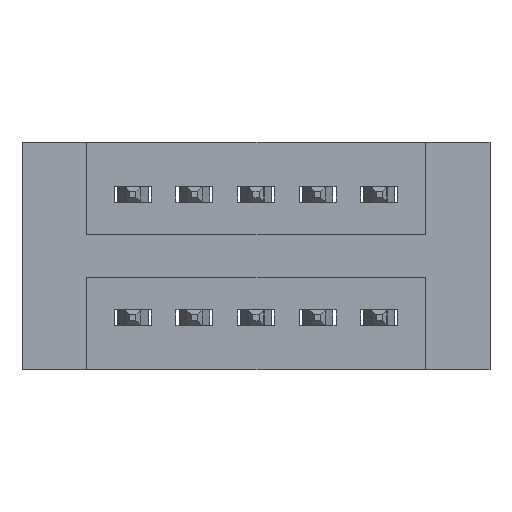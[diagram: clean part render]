
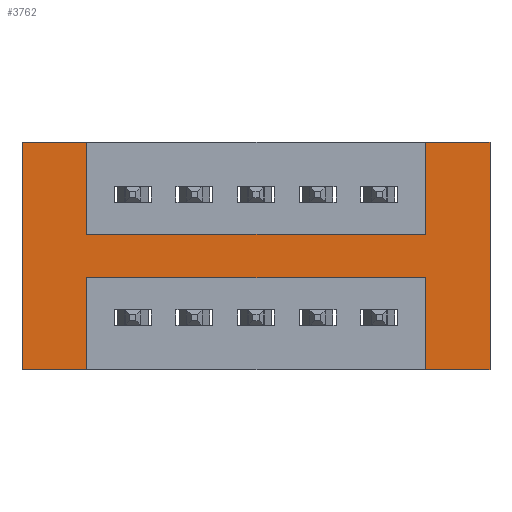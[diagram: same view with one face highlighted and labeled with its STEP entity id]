
A CAD part, front view. The second image highlights one B-rep face of the part: STEP entity #3762.
In plain terms, the highlighted planar face has unit normal (0, -1, 0).
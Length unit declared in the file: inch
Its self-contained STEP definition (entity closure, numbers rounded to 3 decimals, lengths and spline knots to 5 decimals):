
#30 = EDGE_CURVE ( 'NONE', #1272, #7676, #7361, .T. ) ;
#74 = ORIENTED_EDGE ( 'NONE', *, *, #4928, .F. ) ;
#130 = LINE ( 'NONE', #3022, #758 ) ;
#278 = VECTOR ( 'NONE', #4131, 39.37008 ) ;
#285 = VERTEX_POINT ( 'NONE', #7372 ) ;
#366 = CARTESIAN_POINT ( 'NONE',  ( 0.9425, 0., -0.15 ) ) ;
#426 = CARTESIAN_POINT ( 'NONE',  ( 0.3925, 0., -0.37 ) ) ;
#433 = DIRECTION ( 'NONE',  ( 0., 0., -1. ) ) ;
#660 = VECTOR ( 'NONE', #5827, 39.37008 ) ;
#731 = LINE ( 'NONE', #4337, #6792 ) ;
#758 = VECTOR ( 'NONE', #5676, 39.37008 ) ;
#763 = EDGE_CURVE ( 'NONE', #285, #3073, #2745, .T. ) ;
#781 = ORIENTED_EDGE ( 'NONE', *, *, #30, .F. ) ;
#874 = ORIENTED_EDGE ( 'NONE', *, *, #6928, .F. ) ;
#880 = VECTOR ( 'NONE', #4509, 39.37008 ) ;
#950 = VECTOR ( 'NONE', #5955, 39.37008 ) ;
#1008 = CARTESIAN_POINT ( 'NONE',  ( 0., 0., 0. ) ) ;
#1019 = FACE_OUTER_BOUND ( 'NONE', #1083, .T. ) ;
#1078 = CARTESIAN_POINT ( 'NONE',  ( 0.2875, 0., -0.37 ) ) ;
#1083 = EDGE_LOOP ( 'NONE', ( #2701, #5178, #781, #4286, #3815, #2891, #5211, #74, #2436, #4482, #874, #3525 ) ) ;
#1176 = PLANE ( 'NONE',  #4431 ) ;
#1220 = VERTEX_POINT ( 'NONE', #1078 ) ;
#1272 = VERTEX_POINT ( 'NONE', #366 ) ;
#1313 = LINE ( 'NONE', #426, #660 ) ;
#1404 = LINE ( 'NONE', #1008, #2245 ) ;
#1631 = LINE ( 'NONE', #7850, #880 ) ;
#1668 = DIRECTION ( 'NONE',  ( -1., 0., 0. ) ) ;
#1731 = VERTEX_POINT ( 'NONE', #8186 ) ;
#2072 = CARTESIAN_POINT ( 'NONE',  ( 0.9425, 0., -0.37 ) ) ;
#2205 = LINE ( 'NONE', #3585, #8338 ) ;
#2215 = CARTESIAN_POINT ( 'NONE',  ( 0.2875, 0., 0. ) ) ;
#2245 = VECTOR ( 'NONE', #2989, 39.37008 ) ;
#2436 = ORIENTED_EDGE ( 'NONE', *, *, #5624, .F. ) ;
#2701 = ORIENTED_EDGE ( 'NONE', *, *, #7978, .T. ) ;
#2745 = LINE ( 'NONE', #7918, #950 ) ;
#2821 = VECTOR ( 'NONE', #1668, 39.37008 ) ;
#2865 = VECTOR ( 'NONE', #7877, 39.37008 ) ;
#2891 = ORIENTED_EDGE ( 'NONE', *, *, #763, .F. ) ;
#2916 = VERTEX_POINT ( 'NONE', #6854 ) ;
#2989 = DIRECTION ( 'NONE',  ( 1., 0., 0. ) ) ;
#3022 = CARTESIAN_POINT ( 'NONE',  ( 0.3925, 0., -0.15 ) ) ;
#3033 = CARTESIAN_POINT ( 'NONE',  ( 0.3925, 0., -0.22 ) ) ;
#3073 = VERTEX_POINT ( 'NONE', #6377 ) ;
#3105 = CARTESIAN_POINT ( 'NONE',  ( 0., 0., -0.37 ) ) ;
#3525 = ORIENTED_EDGE ( 'NONE', *, *, #7276, .F. ) ;
#3534 = EDGE_CURVE ( 'NONE', #285, #1220, #5582, .T. ) ;
#3537 = DIRECTION ( 'NONE',  ( 0., 0., 1. ) ) ;
#3585 = CARTESIAN_POINT ( 'NONE',  ( 1.0475, 0., 0. ) ) ;
#3762 = ADVANCED_FACE ( 'NONE', ( #1019 ), #1176, .T. ) ;
#3815 = ORIENTED_EDGE ( 'NONE', *, *, #4863, .F. ) ;
#3833 = DIRECTION ( 'NONE',  ( 0., 0., 1. ) ) ;
#3966 = VERTEX_POINT ( 'NONE', #5895 ) ;
#4074 = LINE ( 'NONE', #6086, #5851 ) ;
#4131 = DIRECTION ( 'NONE',  ( 0., 0., -1. ) ) ;
#4160 = LINE ( 'NONE', #6406, #2821 ) ;
#4186 = CARTESIAN_POINT ( 'NONE',  ( 0.3925, 0., -0.15 ) ) ;
#4220 = VERTEX_POINT ( 'NONE', #4186 ) ;
#4286 = ORIENTED_EDGE ( 'NONE', *, *, #5782, .F. ) ;
#4337 = CARTESIAN_POINT ( 'NONE',  ( 0., 0., -0.37 ) ) ;
#4431 = AXIS2_PLACEMENT_3D ( 'NONE', #3105, #5763, #433 ) ;
#4482 = ORIENTED_EDGE ( 'NONE', *, *, #7752, .F. ) ;
#4509 = DIRECTION ( 'NONE',  ( 0., 0., -1. ) ) ;
#4863 = EDGE_CURVE ( 'NONE', #3073, #4220, #1631, .T. ) ;
#4928 = EDGE_CURVE ( 'NONE', #1731, #1220, #6837, .T. ) ;
#5016 = VERTEX_POINT ( 'NONE', #3033 ) ;
#5030 = VECTOR ( 'NONE', #3833, 39.37008 ) ;
#5178 = ORIENTED_EDGE ( 'NONE', *, *, #6012, .F. ) ;
#5211 = ORIENTED_EDGE ( 'NONE', *, *, #3534, .T. ) ;
#5446 = CARTESIAN_POINT ( 'NONE',  ( 0.9425, 0., 0. ) ) ;
#5582 = LINE ( 'NONE', #2215, #278 ) ;
#5624 = EDGE_CURVE ( 'NONE', #5016, #1731, #1313, .T. ) ;
#5676 = DIRECTION ( 'NONE',  ( 1., 0., 0. ) ) ;
#5763 = DIRECTION ( 'NONE',  ( 0., -1., 0. ) ) ;
#5782 = EDGE_CURVE ( 'NONE', #4220, #1272, #130, .T. ) ;
#5827 = DIRECTION ( 'NONE',  ( 0., 0., -1. ) ) ;
#5851 = VECTOR ( 'NONE', #8138, 39.37008 ) ;
#5895 = CARTESIAN_POINT ( 'NONE',  ( 0.9425, 0., -0.22 ) ) ;
#5955 = DIRECTION ( 'NONE',  ( 1., 0., 0. ) ) ;
#6012 = EDGE_CURVE ( 'NONE', #7676, #6999, #1404, .T. ) ;
#6086 = CARTESIAN_POINT ( 'NONE',  ( 0.9425, 0., -0.37 ) ) ;
#6377 = CARTESIAN_POINT ( 'NONE',  ( 0.3925, 0., 0. ) ) ;
#6406 = CARTESIAN_POINT ( 'NONE',  ( 0.3925, 0., -0.22 ) ) ;
#6589 = CARTESIAN_POINT ( 'NONE',  ( 0., 0., -0.37 ) ) ;
#6792 = VECTOR ( 'NONE', #6988, 39.37008 ) ;
#6837 = LINE ( 'NONE', #6589, #2865 ) ;
#6854 = CARTESIAN_POINT ( 'NONE',  ( 1.0475, 0., -0.37 ) ) ;
#6928 = EDGE_CURVE ( 'NONE', #8476, #3966, #4074, .T. ) ;
#6988 = DIRECTION ( 'NONE',  ( -1., 0., 0. ) ) ;
#6999 = VERTEX_POINT ( 'NONE', #7911 ) ;
#7276 = EDGE_CURVE ( 'NONE', #2916, #8476, #731, .T. ) ;
#7361 = LINE ( 'NONE', #7650, #5030 ) ;
#7372 = CARTESIAN_POINT ( 'NONE',  ( 0.2875, 0., 0. ) ) ;
#7650 = CARTESIAN_POINT ( 'NONE',  ( 0.9425, 0., 0. ) ) ;
#7676 = VERTEX_POINT ( 'NONE', #5446 ) ;
#7752 = EDGE_CURVE ( 'NONE', #3966, #5016, #4160, .T. ) ;
#7850 = CARTESIAN_POINT ( 'NONE',  ( 0.3925, 0., 0. ) ) ;
#7877 = DIRECTION ( 'NONE',  ( -1., 0., 0. ) ) ;
#7911 = CARTESIAN_POINT ( 'NONE',  ( 1.0475, 0., 0. ) ) ;
#7918 = CARTESIAN_POINT ( 'NONE',  ( 0., 0., 0. ) ) ;
#7978 = EDGE_CURVE ( 'NONE', #2916, #6999, #2205, .T. ) ;
#8138 = DIRECTION ( 'NONE',  ( 0., 0., 1. ) ) ;
#8186 = CARTESIAN_POINT ( 'NONE',  ( 0.3925, 0., -0.37 ) ) ;
#8338 = VECTOR ( 'NONE', #3537, 39.37008 ) ;
#8476 = VERTEX_POINT ( 'NONE', #2072 ) ;
